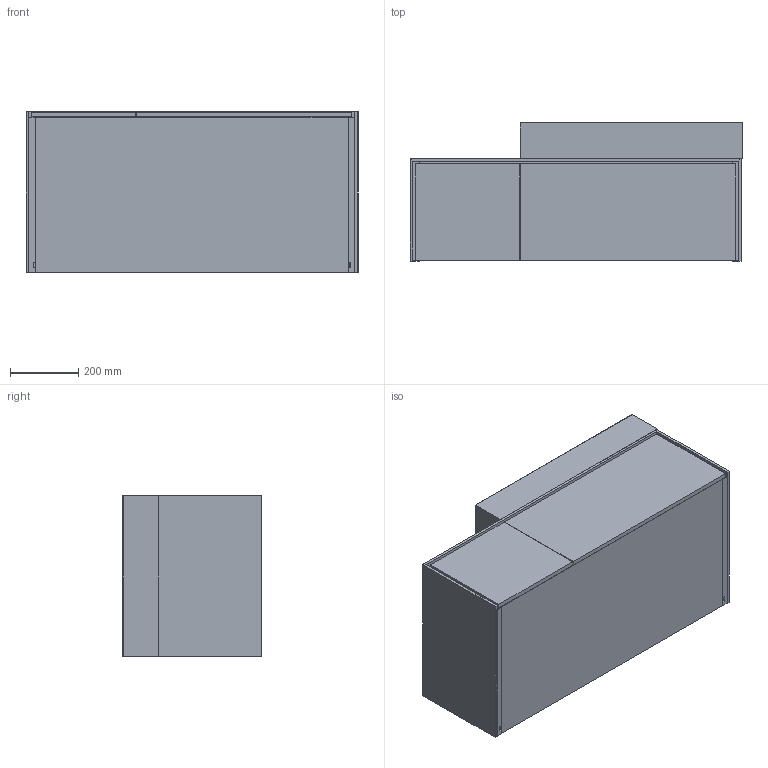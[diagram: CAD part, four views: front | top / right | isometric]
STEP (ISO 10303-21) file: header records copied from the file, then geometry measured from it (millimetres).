
FILE_DESCRIPTION (( 'STEP AP214' ), '1' );
FILE_NAME ('SCA1-975R.STEP', '2020-06-26T06:49:47', ( 'User' ), ( '' ), 'SwSTEP 2.0', 'SolidWorks 2019', '' );
FILE_SCHEMA (( 'AUTOMOTIVE_DESIGN' ));
Length unit declared in the file: millimetre
Products named in the file (2): SCA1-975R
Bounding box: 973 x 406 x 470 mm (x, y, z)
Volume: 48739610.9 mm3; surface area: 6758432.5 mm2
Topology: 18 solids, 18 shells, 342 faces, 840 edges, 536 vertices
Faces by surface type: plane 205, cylinder 71, bspline 48, torus 16, cone 2
Entity records: 15724 total; most frequent: CARTESIAN_POINT 7961, ORIENTED_EDGE 1672, DIRECTION 1355, EDGE_CURVE 836, VERTEX_POINT 536, VECTOR 507, LINE 507, AXIS2_PLACEMENT_3D 424
